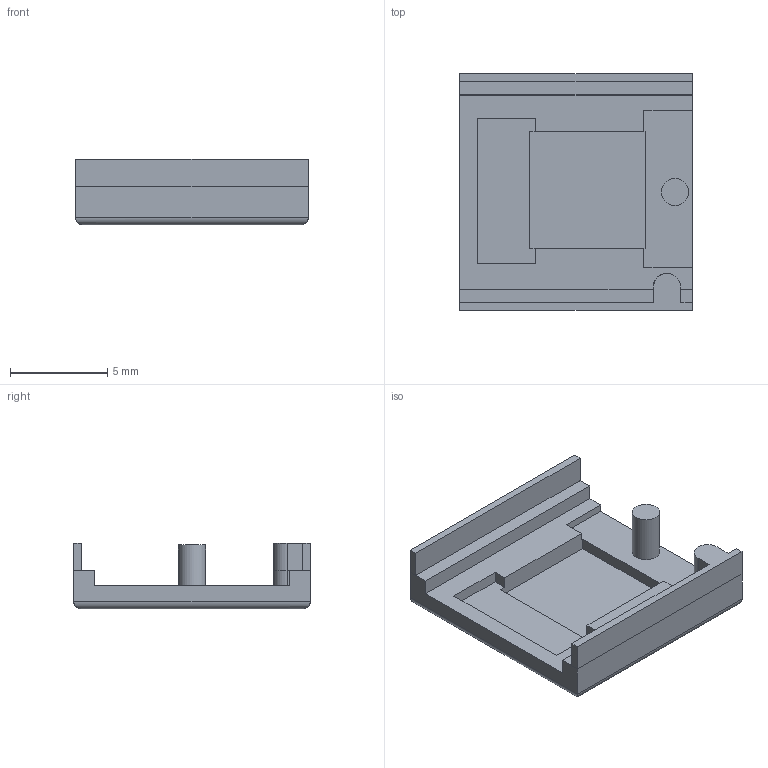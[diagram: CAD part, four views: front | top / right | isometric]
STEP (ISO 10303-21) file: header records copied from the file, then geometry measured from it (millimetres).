
FILE_DESCRIPTION(('FreeCAD Model'),'2;1');
FILE_NAME('tomu_0.4_case_short.step','2018-01-22T11:15:48',('Author'),(''), 'Open CASCADE STEP processor 6.8','FreeCAD','Unknown');
FILE_SCHEMA(('AUTOMOTIVE_DESIGN_CC2 { 1 2 10303 214 -1 1 5 4 }'));
Length unit declared in the file: millimetre
Products named in the file (3): ASSEMBLY; Guiding_slots_pad; Fillet
Assembly tree (2 placements, depth 2):
  ASSEMBLY
    Guiding_slots_pad
    Fillet
Bounding box: 12 x 12.2 x 3.4 mm (x, y, z)
Volume: 159.5 mm3; surface area: 518.1 mm2
Topology: 3 solids, 3 shells, 53 faces, 132 edges, 86 vertices
Faces by surface type: plane 46, cylinder 7
Full cylindrical faces by diameter (mm): 1.4 x1
Entity records: 3362 total; most frequent: CARTESIAN_POINT 660, DIRECTION 472, LINE 338, VECTOR 338, ORIENTED_EDGE 264, PCURVE 264, DEFINITIONAL_REPRESENTATION 264, EDGE_CURVE 132
